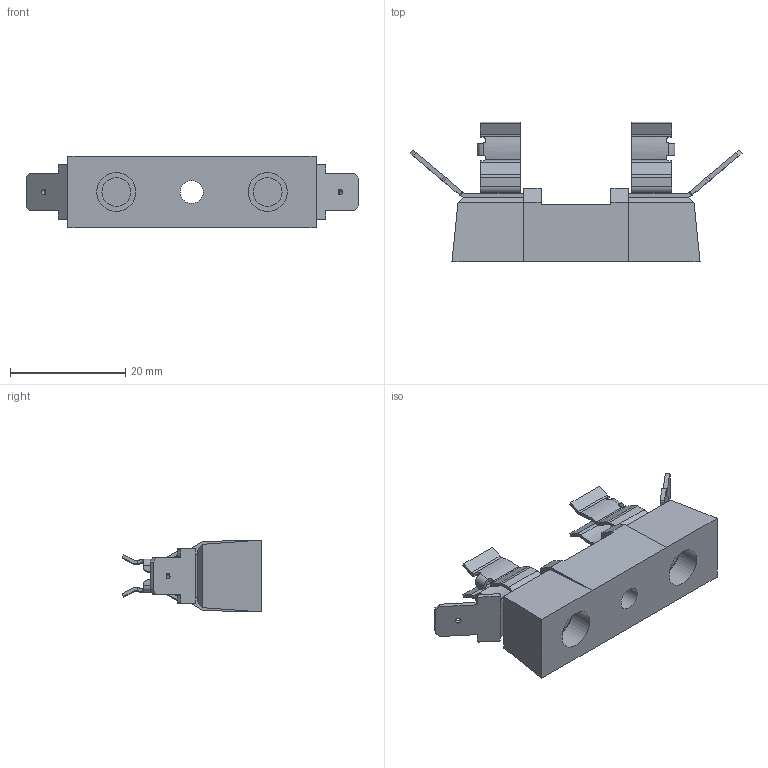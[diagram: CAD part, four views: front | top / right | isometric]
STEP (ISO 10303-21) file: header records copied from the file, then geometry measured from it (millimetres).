
FILE_DESCRIPTION((''),'2;1');
FILE_NAME('Fuse Holder - CONQUER CQ-201N.stp','2011-12-23T11:40:08',('sdarley'),(''),'Autodesk Inventor 2011','Autodesk Inventor 2011','');
FILE_SCHEMA(('AUTOMOTIVE_DESIGN { 1 0 10303 214 1 1 1 1 }'));
Length unit declared in the file: millimetre
Products named in the file (5): Fuse Holder - CONQUER CQ-201N; Fuse Holder Base; Fuse Holder Terminal End Plate; Fuse Holder Clamp; Fuse Holder Pin
Assembly tree (7 placements, depth 2):
  Fuse Holder - CONQUER CQ-201N
    Fuse Holder Base
    Fuse Holder Terminal End Plate  x2
    Fuse Holder Clamp  x2
    Fuse Holder Pin  x2
Bounding box: 57.69 x 24.26 x 12.5 mm (x, y, z)
Volume: 5477.1 mm3; surface area: 4722 mm2
Topology: 7 solids, 7 shells, 265 faces, 732 edges, 488 vertices
Faces by surface type: plane 155, cylinder 98, torus 12
Full cylindrical faces by diameter (mm): 1 x2, 3 x8, 4 x1, 4.2 x2, 5 x2, 6.8 x2, 8 x1
Entity records: 5223 total; most frequent: CARTESIAN_POINT 1181, ORIENTED_EDGE 812, DIRECTION 790, EDGE_CURVE 406, VERTEX_POINT 278, AXIS2_PLACEMENT_3D 267, VECTOR 256, LINE 256
